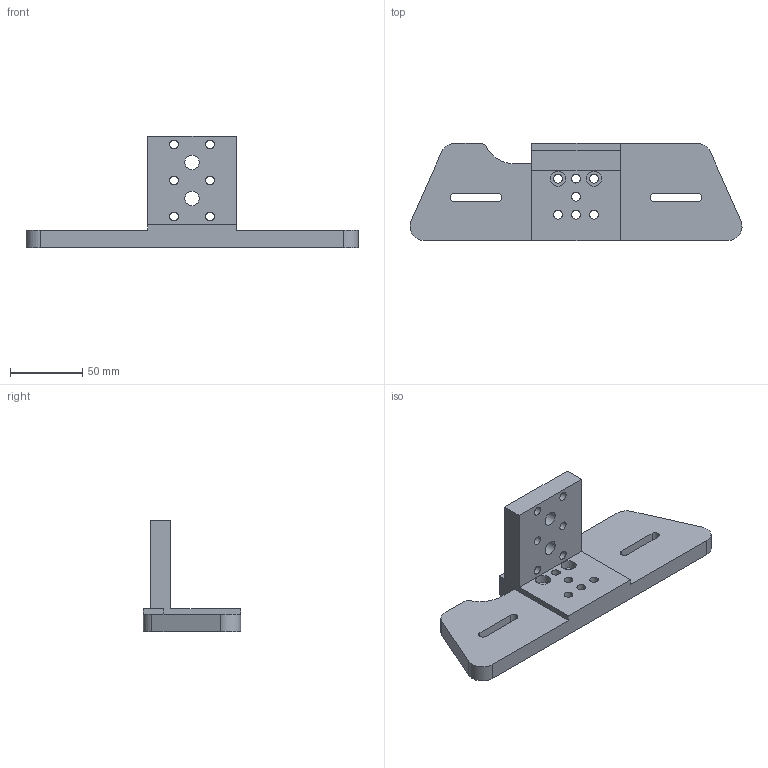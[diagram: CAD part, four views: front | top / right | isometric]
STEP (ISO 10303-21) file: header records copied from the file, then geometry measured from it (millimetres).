
FILE_DESCRIPTION(('FreeCAD Model'),'2;1');
FILE_NAME('Open CASCADE Shape Model','2023-12-06T16:03:52',(''),(''), 'Open CASCADE STEP processor 7.6','FreeCAD','Unknown');
FILE_SCHEMA(('AUTOMOTIVE_DESIGN { 1 0 10303 214 1 1 1 1 }'));
Length unit declared in the file: millimetre
Products named in the file (1): Body
Bounding box: 230.36 x 67.48 x 77.2 mm (x, y, z)
Volume: 217123.2 mm3; surface area: 49510.9 mm2
Topology: 1 solids, 1 shells, 61 faces, 164 edges, 109 vertices
Faces by surface type: cylinder 31, plane 30
Full cylindrical faces by diameter (mm): 6.1 x13, 9.95 x2, 10.5 x2
Entity records: 2022 total; most frequent: DIRECTION 350, CARTESIAN_POINT 335, ORIENTED_EDGE 328, EDGE_CURVE 164, AXIS2_PLACEMENT_3D 124, VERTEX_POINT 109, LINE 102, VECTOR 102
